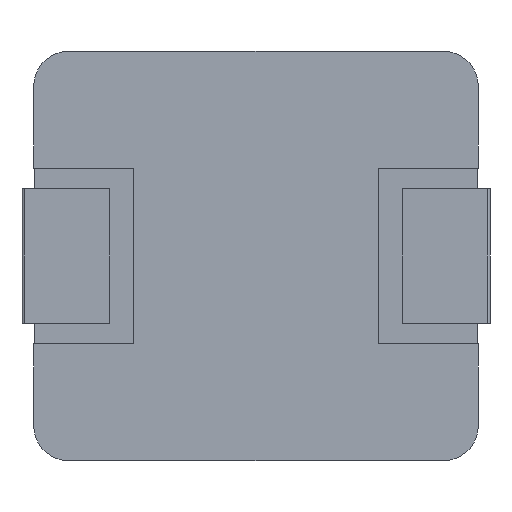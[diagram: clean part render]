
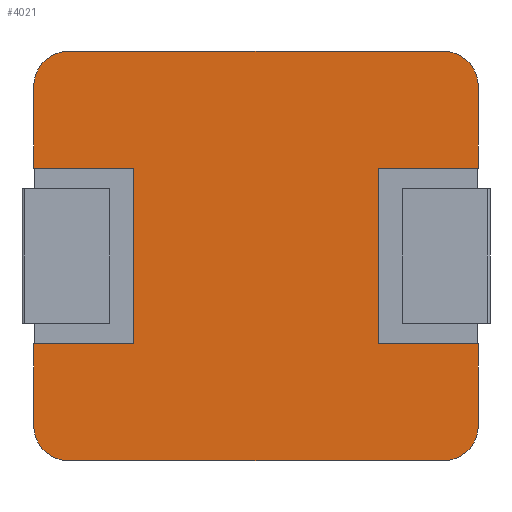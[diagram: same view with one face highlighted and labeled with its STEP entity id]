
A CAD part, front view. The second image highlights one B-rep face of the part: STEP entity #4021.
In plain terms, the highlighted planar face has unit normal (0, -1, 0).
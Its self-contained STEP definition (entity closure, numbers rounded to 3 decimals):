
#63 = CIRCLE ( 'NONE', #2363, 0.6 ) ;
#91 = VERTEX_POINT ( 'NONE', #3300 ) ;
#94 = VERTEX_POINT ( 'NONE', #417 ) ;
#110 = CARTESIAN_POINT ( 'NONE',  ( 0., 0., -2. ) ) ;
#121 = VERTEX_POINT ( 'NONE', #2375 ) ;
#138 = VERTEX_POINT ( 'NONE', #1778 ) ;
#142 = VERTEX_POINT ( 'NONE', #3015 ) ;
#214 = EDGE_CURVE ( 'NONE', #121, #91, #2678, .T. ) ;
#216 = DIRECTION ( 'NONE',  ( 1., 0., 0. ) ) ;
#229 = CARTESIAN_POINT ( 'NONE',  ( 5.9, 0., -5. ) ) ;
#241 = VERTEX_POINT ( 'NONE', #244 ) ;
#244 = CARTESIAN_POINT ( 'NONE',  ( 7.6, 0., -2. ) ) ;
#324 = LINE ( 'NONE', #2736, #2059 ) ;
#367 = DIRECTION ( 'NONE',  ( 0., 0., 1. ) ) ;
#384 = EDGE_LOOP ( 'NONE', ( #2427, #1073, #2634, #1493, #2310, #3580, #2514, #3692, #3543, #3185, #2164, #480, #1926, #1910, #2110, #2616 ) ) ;
#399 = VERTEX_POINT ( 'NONE', #922 ) ;
#406 = LINE ( 'NONE', #1854, #989 ) ;
#411 = AXIS2_PLACEMENT_3D ( 'NONE', #2832, #1923, #3220 ) ;
#417 = CARTESIAN_POINT ( 'NONE',  ( 1.7, 0., -2. ) ) ;
#441 = DIRECTION ( 'NONE',  ( 0., 0., -1. ) ) ;
#454 = EDGE_CURVE ( 'NONE', #3116, #1074, #2318, .T. ) ;
#472 = EDGE_CURVE ( 'NONE', #2031, #2982, #1581, .T. ) ;
#480 = ORIENTED_EDGE ( 'NONE', *, *, #454, .F. ) ;
#531 = DIRECTION ( 'NONE',  ( 1., 0., 0. ) ) ;
#615 = CIRCLE ( 'NONE', #411, 0.6 ) ;
#639 = CIRCLE ( 'NONE', #673, 0.6 ) ;
#673 = AXIS2_PLACEMENT_3D ( 'NONE', #3881, #3313, #3279 ) ;
#703 = CARTESIAN_POINT ( 'NONE',  ( 0.6, 0., -7. ) ) ;
#763 = CARTESIAN_POINT ( 'NONE',  ( 0., 0., -6.4 ) ) ;
#922 = CARTESIAN_POINT ( 'NONE',  ( 7., 0., -7. ) ) ;
#924 = EDGE_CURVE ( 'NONE', #2937, #142, #615, .T. ) ;
#989 = VECTOR ( 'NONE', #4073, 1000. ) ;
#1042 = LINE ( 'NONE', #4009, #3245 ) ;
#1053 = EDGE_CURVE ( 'NONE', #3425, #138, #3732, .T. ) ;
#1073 = ORIENTED_EDGE ( 'NONE', *, *, #3916, .T. ) ;
#1074 = VERTEX_POINT ( 'NONE', #3880 ) ;
#1135 = AXIS2_PLACEMENT_3D ( 'NONE', #1985, #1345, #3556 ) ;
#1221 = CARTESIAN_POINT ( 'NONE',  ( 7.6, 0., 0. ) ) ;
#1234 = CARTESIAN_POINT ( 'NONE',  ( 7.6, 0., 0. ) ) ;
#1323 = EDGE_CURVE ( 'NONE', #2937, #241, #1620, .T. ) ;
#1345 = DIRECTION ( 'NONE',  ( 0., -1., 0. ) ) ;
#1350 = CARTESIAN_POINT ( 'NONE',  ( 5.9, 0., -2. ) ) ;
#1390 = CARTESIAN_POINT ( 'NONE',  ( 0., 0., 0. ) ) ;
#1431 = VECTOR ( 'NONE', #3182, 1000. ) ;
#1456 = DIRECTION ( 'NONE',  ( -1., 0., 0. ) ) ;
#1482 = DIRECTION ( 'NONE',  ( 0., -1., 0. ) ) ;
#1493 = ORIENTED_EDGE ( 'NONE', *, *, #3282, .T. ) ;
#1515 = VECTOR ( 'NONE', #2185, 1000. ) ;
#1557 = CARTESIAN_POINT ( 'NONE',  ( 7.6, 0., -0.6 ) ) ;
#1581 = LINE ( 'NONE', #1234, #3083 ) ;
#1620 = LINE ( 'NONE', #1221, #1515 ) ;
#1641 = VERTEX_POINT ( 'NONE', #763 ) ;
#1652 = CARTESIAN_POINT ( 'NONE',  ( 0., 0., -5. ) ) ;
#1668 = VECTOR ( 'NONE', #367, 1000. ) ;
#1673 = VERTEX_POINT ( 'NONE', #110 ) ;
#1691 = LINE ( 'NONE', #2799, #1744 ) ;
#1700 = EDGE_CURVE ( 'NONE', #91, #1673, #1713, .T. ) ;
#1713 = LINE ( 'NONE', #1390, #2707 ) ;
#1720 = CARTESIAN_POINT ( 'NONE',  ( 7.6, 0., -2. ) ) ;
#1744 = VECTOR ( 'NONE', #216, 1000. ) ;
#1757 = EDGE_CURVE ( 'NONE', #1074, #94, #324, .T. ) ;
#1778 = CARTESIAN_POINT ( 'NONE',  ( 5.9, 0., -2. ) ) ;
#1854 = CARTESIAN_POINT ( 'NONE',  ( 0., 0., 0. ) ) ;
#1886 = EDGE_CURVE ( 'NONE', #121, #142, #3108, .T. ) ;
#1910 = ORIENTED_EDGE ( 'NONE', *, *, #3640, .T. ) ;
#1923 = DIRECTION ( 'NONE',  ( 0., -1., 0. ) ) ;
#1926 = ORIENTED_EDGE ( 'NONE', *, *, #2914, .T. ) ;
#1974 = FACE_OUTER_BOUND ( 'NONE', #384, .T. ) ;
#1985 = CARTESIAN_POINT ( 'NONE',  ( 0., 0., 0. ) ) ;
#2031 = VERTEX_POINT ( 'NONE', #2880 ) ;
#2059 = VECTOR ( 'NONE', #3053, 1000. ) ;
#2098 = LINE ( 'NONE', #3023, #3415 ) ;
#2110 = ORIENTED_EDGE ( 'NONE', *, *, #3879, .T. ) ;
#2119 = DIRECTION ( 'NONE',  ( 0., -1., 0. ) ) ;
#2127 = DIRECTION ( 'NONE',  ( -1., 0., 0. ) ) ;
#2164 = ORIENTED_EDGE ( 'NONE', *, *, #1757, .F. ) ;
#2185 = DIRECTION ( 'NONE',  ( 0., 0., -1. ) ) ;
#2310 = ORIENTED_EDGE ( 'NONE', *, *, #1323, .F. ) ;
#2318 = LINE ( 'NONE', #4101, #1431 ) ;
#2363 = AXIS2_PLACEMENT_3D ( 'NONE', #3729, #1482, #4053 ) ;
#2375 = CARTESIAN_POINT ( 'NONE',  ( 0.6, 0., 0. ) ) ;
#2427 = ORIENTED_EDGE ( 'NONE', *, *, #472, .F. ) ;
#2449 = LINE ( 'NONE', #1720, #2754 ) ;
#2466 = CARTESIAN_POINT ( 'NONE',  ( 0., 0., 0. ) ) ;
#2514 = ORIENTED_EDGE ( 'NONE', *, *, #1886, .F. ) ;
#2523 = PLANE ( 'NONE',  #1135 ) ;
#2616 = ORIENTED_EDGE ( 'NONE', *, *, #3398, .T. ) ;
#2634 = ORIENTED_EDGE ( 'NONE', *, *, #1053, .T. ) ;
#2678 = CIRCLE ( 'NONE', #4099, 0.6 ) ;
#2707 = VECTOR ( 'NONE', #441, 1000. ) ;
#2736 = CARTESIAN_POINT ( 'NONE',  ( 1.7, 0., -2. ) ) ;
#2754 = VECTOR ( 'NONE', #3363, 1000. ) ;
#2799 = CARTESIAN_POINT ( 'NONE',  ( 0., 0., -7. ) ) ;
#2832 = CARTESIAN_POINT ( 'NONE',  ( 7., 0., -0.6 ) ) ;
#2880 = CARTESIAN_POINT ( 'NONE',  ( 7.6, 0., -5. ) ) ;
#2914 = EDGE_CURVE ( 'NONE', #3116, #1641, #406, .T. ) ;
#2937 = VERTEX_POINT ( 'NONE', #1557 ) ;
#2982 = VERTEX_POINT ( 'NONE', #3469 ) ;
#3015 = CARTESIAN_POINT ( 'NONE',  ( 7., 0., 0. ) ) ;
#3023 = CARTESIAN_POINT ( 'NONE',  ( 0., 0., -2. ) ) ;
#3053 = DIRECTION ( 'NONE',  ( 0., 0., 1. ) ) ;
#3083 = VECTOR ( 'NONE', #3484, 1000. ) ;
#3108 = LINE ( 'NONE', #2466, #3519 ) ;
#3116 = VERTEX_POINT ( 'NONE', #1652 ) ;
#3182 = DIRECTION ( 'NONE',  ( 1., 0., 0. ) ) ;
#3185 = ORIENTED_EDGE ( 'NONE', *, *, #3318, .F. ) ;
#3220 = DIRECTION ( 'NONE',  ( 0., 0., -1. ) ) ;
#3245 = VECTOR ( 'NONE', #2127, 1000. ) ;
#3279 = DIRECTION ( 'NONE',  ( 0., 0., -1. ) ) ;
#3282 = EDGE_CURVE ( 'NONE', #138, #241, #2449, .T. ) ;
#3300 = CARTESIAN_POINT ( 'NONE',  ( 0., 0., -0.6 ) ) ;
#3313 = DIRECTION ( 'NONE',  ( 0., -1., 0. ) ) ;
#3318 = EDGE_CURVE ( 'NONE', #94, #1673, #2098, .T. ) ;
#3363 = DIRECTION ( 'NONE',  ( 1., 0., 0. ) ) ;
#3398 = EDGE_CURVE ( 'NONE', #399, #2982, #63, .T. ) ;
#3415 = VECTOR ( 'NONE', #1456, 1000. ) ;
#3425 = VERTEX_POINT ( 'NONE', #229 ) ;
#3469 = CARTESIAN_POINT ( 'NONE',  ( 7.6, 0., -6.4 ) ) ;
#3484 = DIRECTION ( 'NONE',  ( 0., 0., -1. ) ) ;
#3519 = VECTOR ( 'NONE', #531, 1000. ) ;
#3543 = ORIENTED_EDGE ( 'NONE', *, *, #1700, .T. ) ;
#3556 = DIRECTION ( 'NONE',  ( 0., 0., -1. ) ) ;
#3580 = ORIENTED_EDGE ( 'NONE', *, *, #924, .T. ) ;
#3592 = VERTEX_POINT ( 'NONE', #703 ) ;
#3640 = EDGE_CURVE ( 'NONE', #1641, #3592, #639, .T. ) ;
#3692 = ORIENTED_EDGE ( 'NONE', *, *, #214, .T. ) ;
#3729 = CARTESIAN_POINT ( 'NONE',  ( 7., 0., -6.4 ) ) ;
#3732 = LINE ( 'NONE', #1350, #1668 ) ;
#3879 = EDGE_CURVE ( 'NONE', #3592, #399, #1691, .T. ) ;
#3880 = CARTESIAN_POINT ( 'NONE',  ( 1.7, 0., -5. ) ) ;
#3881 = CARTESIAN_POINT ( 'NONE',  ( 0.6, 0., -6.4 ) ) ;
#3916 = EDGE_CURVE ( 'NONE', #2031, #3425, #1042, .T. ) ;
#4009 = CARTESIAN_POINT ( 'NONE',  ( 7.6, 0., -5. ) ) ;
#4021 = ADVANCED_FACE ( 'NONE', ( #1974 ), #2523, .T. ) ;
#4043 = CARTESIAN_POINT ( 'NONE',  ( 0.6, 0., -0.6 ) ) ;
#4053 = DIRECTION ( 'NONE',  ( 0., 0., -1. ) ) ;
#4072 = DIRECTION ( 'NONE',  ( 0., 0., -1. ) ) ;
#4073 = DIRECTION ( 'NONE',  ( 0., 0., -1. ) ) ;
#4099 = AXIS2_PLACEMENT_3D ( 'NONE', #4043, #2119, #4072 ) ;
#4101 = CARTESIAN_POINT ( 'NONE',  ( 0., 0., -5. ) ) ;
